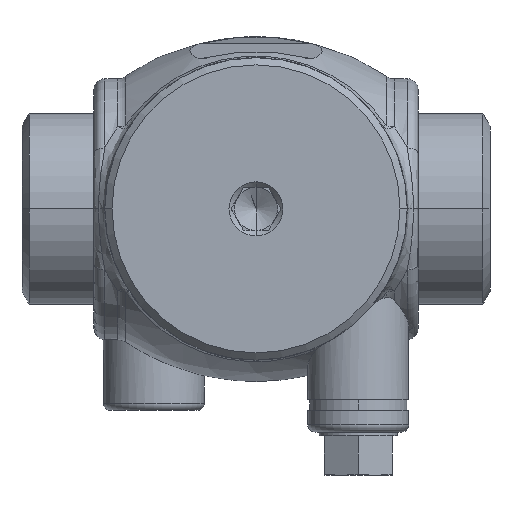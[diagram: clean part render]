
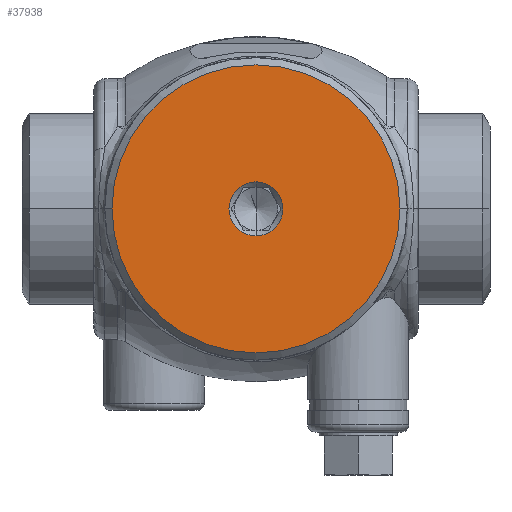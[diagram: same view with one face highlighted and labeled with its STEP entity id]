
A CAD part, front view. The second image highlights one B-rep face of the part: STEP entity #37938.
In plain terms, the highlighted planar face has unit normal (0, -1, 0).
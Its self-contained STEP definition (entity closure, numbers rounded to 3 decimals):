
#12900=CARTESIAN_POINT('',(71.5,-38.5,0.));
#12901=DIRECTION('',(0.,1.,0.));
#12902=DIRECTION('',(-1.,0.,0.));
#12903=AXIS2_PLACEMENT_3D('',#12900,#12901,#12902);
#12910=CARTESIAN_POINT('',(71.5,-38.5,0.));
#12911=DIRECTION('',(0.,1.,0.));
#12912=DIRECTION('',(0.,0.,1.));
#12913=AXIS2_PLACEMENT_3D('',#12910,#12911,#12912);
#12915=CARTESIAN_POINT('',(71.5,-38.5,0.));
#12916=DIRECTION('',(0.,1.,0.));
#12917=DIRECTION('',(0.,0.,-1.));
#12918=AXIS2_PLACEMENT_3D('',#12915,#12916,#12917);
#12920=CARTESIAN_POINT('',(71.5,-38.5,0.));
#12921=DIRECTION('',(0.,-1.,0.));
#12922=DIRECTION('',(-1.,0.,0.));
#12923=AXIS2_PLACEMENT_3D('',#12920,#12921,#12922);
#19230=CARTESIAN_POINT('',(51.5,-38.5,0.));
#19231=CARTESIAN_POINT('',(91.5,-38.5,0.));
#19232=VERTEX_POINT('',#19230);
#19233=VERTEX_POINT('',#19231);
#19276=CARTESIAN_POINT('',(71.5,-38.5,3.75));
#19277=CARTESIAN_POINT('',(71.5,-38.5,-3.75));
#19278=VERTEX_POINT('',#19276);
#19279=VERTEX_POINT('',#19277);
#37922=CARTESIAN_POINT('',(71.5,-38.5,0.));
#37923=DIRECTION('',(0.,1.,0.));
#37924=DIRECTION('',(1.,0.,0.));
#37925=AXIS2_PLACEMENT_3D('',#37922,#37923,#37924);
#37926=PLANE('',#37925);
#37928=ORIENTED_EDGE('',*,*,#37927,.F.);
#37929=ORIENTED_EDGE('',*,*,#37912,.T.);
#37930=EDGE_LOOP('',(#37928,#37929));
#37931=FACE_OUTER_BOUND('',#37930,.F.);
#37933=ORIENTED_EDGE('',*,*,#37932,.F.);
#37935=ORIENTED_EDGE('',*,*,#37934,.F.);
#37936=EDGE_LOOP('',(#37933,#37935));
#37937=FACE_BOUND('',#37936,.F.);
#37938=ADVANCED_FACE('',(#37931,#37937),#37926,.F.);
#12904=CIRCLE('',#12903,20.);
#12914=CIRCLE('',#12913,3.75);
#12919=CIRCLE('',#12918,3.75);
#12924=CIRCLE('',#12923,20.);
#37912=EDGE_CURVE('',#19232,#19233,#12904,.T.);
#37927=EDGE_CURVE('',#19232,#19233,#12924,.T.);
#37932=EDGE_CURVE('',#19278,#19279,#12914,.T.);
#37934=EDGE_CURVE('',#19279,#19278,#12919,.T.);
